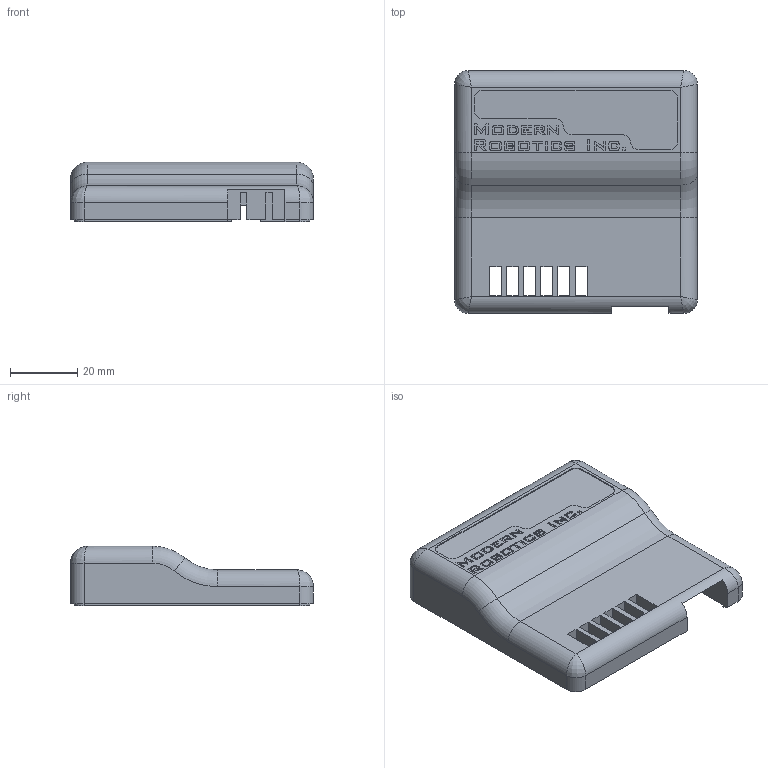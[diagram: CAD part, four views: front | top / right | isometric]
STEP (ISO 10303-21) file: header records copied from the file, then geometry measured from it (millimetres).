
FILE_DESCRIPTION(/* description */ (''),/* implementation_level */ '2;1');
FILE_NAME(/* name */ 'USBSCON Top Housing.stp',/* time_stamp */ '2014-11-02T15:50:58-05:00',/* author */ ('Justin'),/* organization */ (''),/* preprocessor_version */ 'ST-DEVELOPER v15.6',/* originating_system */ 'Autodesk Inventor 2015',/* authorisation */ '');
FILE_SCHEMA (('CONFIG_CONTROL_DESIGN'));
Length unit declared in the file: millimetre
Products named in the file (1): USBSCON Top Housing
Bounding box: 72 x 72 x 17.65 mm (x, y, z)
Volume: 16847.8 mm3; surface area: 19802.6 mm2
Topology: 1 solids, 1 shells, 447 faces, 1199 edges, 781 vertices
Faces by surface type: plane 307, bspline 82, cylinder 46, torus 12
Full cylindrical faces by diameter (mm): 2.85 x3
Entity records: 16016 total; most frequent: CARTESIAN_POINT 5259, ORIENTED_EDGE 2384, DIRECTION 1900, EDGE_CURVE 1192, LINE 900, VECTOR 900, VERTEX_POINT 781, AXIS2_PLACEMENT_3D 500
